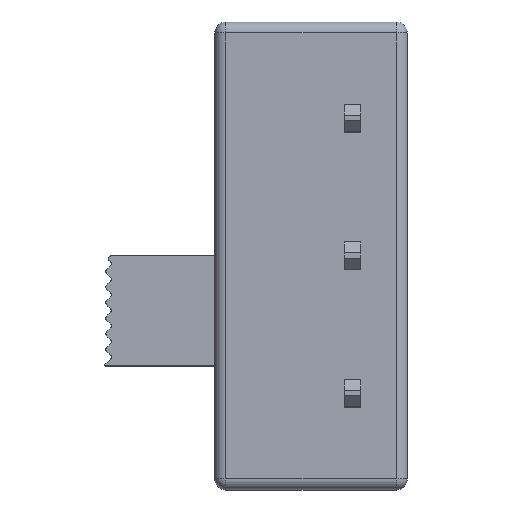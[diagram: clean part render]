
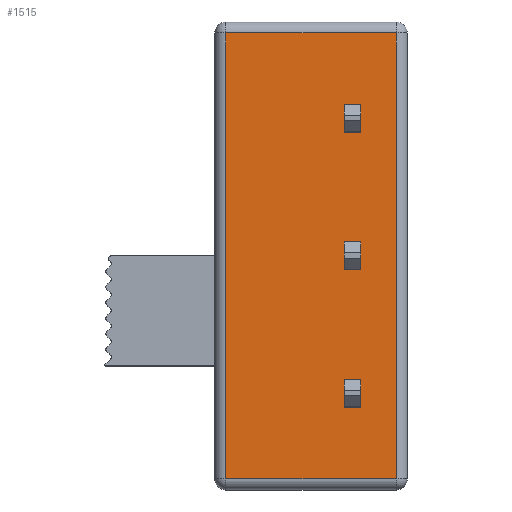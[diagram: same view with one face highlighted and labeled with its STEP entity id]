
A CAD part, top view. The second image highlights one B-rep face of the part: STEP entity #1515.
In plain terms, the highlighted planar face has unit normal (0, 0, 1).
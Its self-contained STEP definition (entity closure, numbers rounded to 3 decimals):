
#15=FACE_BOUND('',#268,.T.);
#16=FACE_BOUND('',#269,.T.);
#17=FACE_BOUND('',#270,.T.);
#96=PLANE('',#1674);
#181=FACE_OUTER_BOUND('',#267,.T.);
#267=EDGE_LOOP('',(#1261,#1262,#1263,#1264));
#268=EDGE_LOOP('',(#1265,#1266,#1267,#1268));
#269=EDGE_LOOP('',(#1269,#1270,#1271,#1272));
#270=EDGE_LOOP('',(#1273,#1274,#1275,#1276));
#377=LINE('',#2408,#534);
#379=LINE('',#2411,#536);
#381=LINE('',#2414,#538);
#385=LINE('',#2420,#542);
#392=LINE('',#2439,#549);
#393=LINE('',#2441,#550);
#394=LINE('',#2443,#551);
#395=LINE('',#2444,#552);
#396=LINE('',#2447,#553);
#397=LINE('',#2449,#554);
#398=LINE('',#2451,#555);
#399=LINE('',#2452,#556);
#400=LINE('',#2455,#557);
#401=LINE('',#2457,#558);
#402=LINE('',#2459,#559);
#403=LINE('',#2460,#560);
#534=VECTOR('',#1985,10.);
#536=VECTOR('',#1989,10.);
#538=VECTOR('',#1993,10.);
#542=VECTOR('',#2001,10.);
#549=VECTOR('',#2020,10.);
#550=VECTOR('',#2021,10.);
#551=VECTOR('',#2022,10.);
#552=VECTOR('',#2023,10.);
#553=VECTOR('',#2024,10.);
#554=VECTOR('',#2025,10.);
#555=VECTOR('',#2026,10.);
#556=VECTOR('',#2027,10.);
#557=VECTOR('',#2028,10.);
#558=VECTOR('',#2029,10.);
#559=VECTOR('',#2030,10.);
#560=VECTOR('',#2031,10.);
#732=VERTEX_POINT('',#2332);
#735=VERTEX_POINT('',#2339);
#741=VERTEX_POINT('',#2353);
#744=VERTEX_POINT('',#2360);
#759=VERTEX_POINT('',#2437);
#760=VERTEX_POINT('',#2438);
#761=VERTEX_POINT('',#2440);
#762=VERTEX_POINT('',#2442);
#763=VERTEX_POINT('',#2445);
#764=VERTEX_POINT('',#2446);
#765=VERTEX_POINT('',#2448);
#766=VERTEX_POINT('',#2450);
#767=VERTEX_POINT('',#2453);
#768=VERTEX_POINT('',#2454);
#769=VERTEX_POINT('',#2456);
#770=VERTEX_POINT('',#2458);
#931=EDGE_CURVE('',#741,#744,#377,.T.);
#933=EDGE_CURVE('',#744,#735,#379,.T.);
#935=EDGE_CURVE('',#732,#741,#381,.T.);
#939=EDGE_CURVE('',#735,#732,#385,.T.);
#946=EDGE_CURVE('',#759,#760,#392,.T.);
#947=EDGE_CURVE('',#760,#761,#393,.T.);
#948=EDGE_CURVE('',#761,#762,#394,.T.);
#949=EDGE_CURVE('',#762,#759,#395,.T.);
#950=EDGE_CURVE('',#763,#764,#396,.T.);
#951=EDGE_CURVE('',#764,#765,#397,.T.);
#952=EDGE_CURVE('',#765,#766,#398,.T.);
#953=EDGE_CURVE('',#766,#763,#399,.T.);
#954=EDGE_CURVE('',#767,#768,#400,.T.);
#955=EDGE_CURVE('',#768,#769,#401,.T.);
#956=EDGE_CURVE('',#769,#770,#402,.T.);
#957=EDGE_CURVE('',#770,#767,#403,.T.);
#1261=ORIENTED_EDGE('',*,*,#931,.F.);
#1262=ORIENTED_EDGE('',*,*,#935,.F.);
#1263=ORIENTED_EDGE('',*,*,#939,.F.);
#1264=ORIENTED_EDGE('',*,*,#933,.F.);
#1265=ORIENTED_EDGE('',*,*,#946,.T.);
#1266=ORIENTED_EDGE('',*,*,#947,.T.);
#1267=ORIENTED_EDGE('',*,*,#948,.T.);
#1268=ORIENTED_EDGE('',*,*,#949,.T.);
#1269=ORIENTED_EDGE('',*,*,#950,.T.);
#1270=ORIENTED_EDGE('',*,*,#951,.T.);
#1271=ORIENTED_EDGE('',*,*,#952,.T.);
#1272=ORIENTED_EDGE('',*,*,#953,.T.);
#1273=ORIENTED_EDGE('',*,*,#954,.T.);
#1274=ORIENTED_EDGE('',*,*,#955,.T.);
#1275=ORIENTED_EDGE('',*,*,#956,.T.);
#1276=ORIENTED_EDGE('',*,*,#957,.T.);
#1515=ADVANCED_FACE('',(#181,#15,#16,#17),#96,.T.);
#1674=AXIS2_PLACEMENT_3D('',#2436,#2018,#2019);
#1985=DIRECTION('',(0.,1.,0.));
#1989=DIRECTION('',(1.,0.,0.));
#1993=DIRECTION('',(-1.,0.,0.));
#2001=DIRECTION('',(0.,-1.,0.));
#2018=DIRECTION('center_axis',(0.,0.,1.));
#2019=DIRECTION('ref_axis',(1.,0.,0.));
#2020=DIRECTION('',(0.,1.,0.));
#2021=DIRECTION('',(1.,0.,0.));
#2022=DIRECTION('',(0.,-1.,0.));
#2023=DIRECTION('',(-1.,0.,0.));
#2024=DIRECTION('',(0.,-1.,0.));
#2025=DIRECTION('',(-1.,0.,0.));
#2026=DIRECTION('',(0.,1.,0.));
#2027=DIRECTION('',(1.,0.,0.));
#2028=DIRECTION('',(0.,-1.,0.));
#2029=DIRECTION('',(-1.,0.,0.));
#2030=DIRECTION('',(0.,1.,0.));
#2031=DIRECTION('',(1.,0.,0.));
#2332=CARTESIAN_POINT('',(3.3,0.2,3.1));
#2339=CARTESIAN_POINT('',(3.3,8.3,3.1));
#2353=CARTESIAN_POINT('',(0.2,0.2,3.1));
#2360=CARTESIAN_POINT('',(0.2,8.3,3.1));
#2408=CARTESIAN_POINT('',(0.2,6.375,3.1));
#2411=CARTESIAN_POINT('',(2.625,8.3,3.1));
#2414=CARTESIAN_POINT('',(0.875,0.2,3.1));
#2420=CARTESIAN_POINT('',(3.3,2.125,3.1));
#2436=CARTESIAN_POINT('Origin',(1.75,4.25,3.1));
#2437=CARTESIAN_POINT('',(2.35,6.5,3.1));
#2438=CARTESIAN_POINT('',(2.35,7.,3.1));
#2439=CARTESIAN_POINT('',(2.35,5.625,3.1));
#2440=CARTESIAN_POINT('',(2.65,7.,3.1));
#2441=CARTESIAN_POINT('',(2.2,7.,3.1));
#2442=CARTESIAN_POINT('',(2.65,6.5,3.1));
#2443=CARTESIAN_POINT('',(2.65,5.375,3.1));
#2444=CARTESIAN_POINT('',(2.05,6.5,3.1));
#2445=CARTESIAN_POINT('',(2.65,4.5,3.1));
#2446=CARTESIAN_POINT('',(2.65,4.,3.1));
#2447=CARTESIAN_POINT('',(2.65,4.125,3.1));
#2448=CARTESIAN_POINT('',(2.35,4.,3.1));
#2449=CARTESIAN_POINT('',(2.05,4.,3.1));
#2450=CARTESIAN_POINT('',(2.35,4.5,3.1));
#2451=CARTESIAN_POINT('',(2.35,4.375,3.1));
#2452=CARTESIAN_POINT('',(2.2,4.5,3.1));
#2453=CARTESIAN_POINT('',(2.65,2.,3.1));
#2454=CARTESIAN_POINT('',(2.65,1.5,3.1));
#2455=CARTESIAN_POINT('',(2.65,2.875,3.1));
#2456=CARTESIAN_POINT('',(2.35,1.5,3.1));
#2457=CARTESIAN_POINT('',(2.05,1.5,3.1));
#2458=CARTESIAN_POINT('',(2.35,2.,3.1));
#2459=CARTESIAN_POINT('',(2.35,3.125,3.1));
#2460=CARTESIAN_POINT('',(2.2,2.,3.1));
